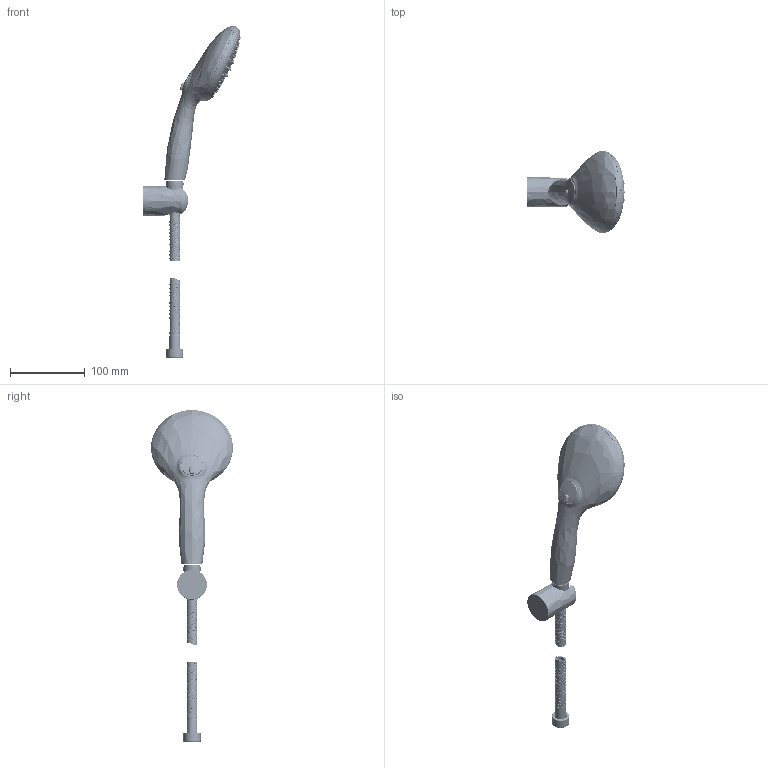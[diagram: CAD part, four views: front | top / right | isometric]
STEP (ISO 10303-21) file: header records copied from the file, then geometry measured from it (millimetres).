
FILE_DESCRIPTION(/* description */ ('Unknown'),/* implementation_level */ '2;1');
FILE_NAME(/* name */ '2780330E',/* time_stamp */ '2023-02-01T13:17:39+01:00',/* author */ ('Unknown'),/* organization */ ('GROHE AG'),/* preprocessor_version */ 'ST-DEVELOPER v16.7',/* originating_system */ 'DEX',/* authorisation */ $);
FILE_SCHEMA (('AUTOMOTIVE_DESIGN {1 0 10303 214 3 1 1}'));
Products named in the file (1): 2780330E
Bounding box: 132.09 x 109.63 x 444.89 mm (x, y, z)
Volume: 177474 mm3; surface area: 158005.7 mm2
Topology: 9 solids, 13 shells, 7571 faces, 18722 edges, 10832 vertices
Faces by surface type: bspline 4379, cylinder 1071, plane 833, torus 705, cone 315, sphere 268
Full cylindrical faces by diameter (mm): 0.83 x4, 2.8 x144, 3.7 x72, 4.1 x14, 8.3 x2, 10.8 x2, 12 x2, 14.7 x2, 16 x2, 16.2 x3, 17.996 x4, 18.631 x2, 19.2 x1, 19.9 x1, 21 x2, 21.2 x4, 22.2 x2, 22.6 x1, 23 x1, 23.8 x1, 30.98 x1, 90.8 x1, 100 x1, 100.004 x1
Entity records: 301858 total; most frequent: CARTESIAN_POINT 160988, ORIENTED_EDGE 33028, DIRECTION 19747, EDGE_CURVE 16514, VERTEX_POINT 10032, EDGE_LOOP 9040, FACE_BOUND 9040, AXIS2_PLACEMENT_3D 8961
